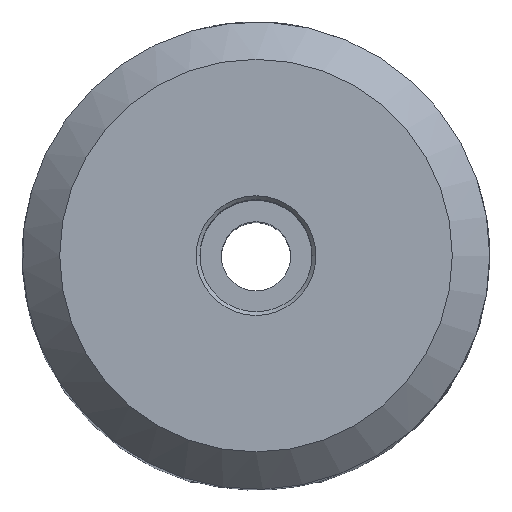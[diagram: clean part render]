
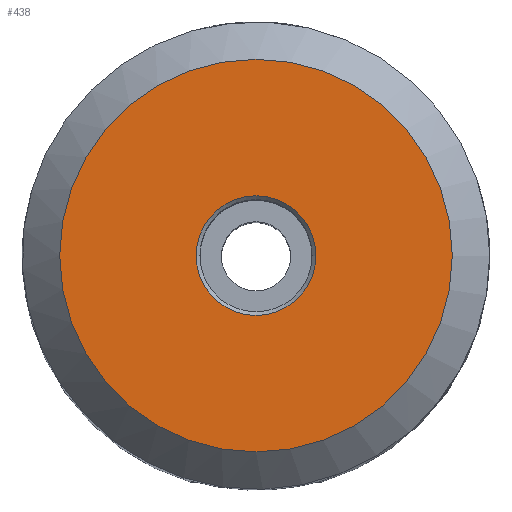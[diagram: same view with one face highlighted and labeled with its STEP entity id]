
A CAD part, top view. The second image highlights one B-rep face of the part: STEP entity #438.
In plain terms, the highlighted planar face has unit normal (0, 0, 1).
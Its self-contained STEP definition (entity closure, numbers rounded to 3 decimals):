
#83 = FACE_BOUND ( 'NONE', #579, .T. ) ;
#217 = CIRCLE ( 'NONE', #646, 3.2 ) ;
#340 = DIRECTION ( 'NONE',  ( 0., 0., 1. ) ) ;
#354 = ORIENTED_EDGE ( 'NONE', *, *, #532, .T. ) ;
#426 = VERTEX_POINT ( 'NONE', #766 ) ;
#429 = FACE_OUTER_BOUND ( 'NONE', #557, .T. ) ;
#438 = ADVANCED_FACE ( 'NONE', ( #83, #429 ), #771, .T. ) ;
#465 = CARTESIAN_POINT ( 'NONE',  ( 0., 0., 65. ) ) ;
#502 = CARTESIAN_POINT ( 'NONE',  ( 3.2, 0., 65. ) ) ;
#532 = EDGE_CURVE ( 'NONE', #855, #855, #217, .T. ) ;
#543 = AXIS2_PLACEMENT_3D ( 'NONE', #465, #1054, #978 ) ;
#545 = DIRECTION ( 'NONE',  ( 1., 0., 0. ) ) ;
#557 = EDGE_LOOP ( 'NONE', ( #854 ) ) ;
#579 = EDGE_LOOP ( 'NONE', ( #354 ) ) ;
#626 = DIRECTION ( 'NONE',  ( 1., 0., 0. ) ) ;
#638 = DIRECTION ( 'NONE',  ( 0., 0., -1. ) ) ;
#646 = AXIS2_PLACEMENT_3D ( 'NONE', #990, #638, #545 ) ;
#766 = CARTESIAN_POINT ( 'NONE',  ( 10.5, 0., 65. ) ) ;
#771 = PLANE ( 'NONE',  #829 ) ;
#829 = AXIS2_PLACEMENT_3D ( 'NONE', #1124, #340, #626 ) ;
#854 = ORIENTED_EDGE ( 'NONE', *, *, #975, .T. ) ;
#855 = VERTEX_POINT ( 'NONE', #502 ) ;
#975 = EDGE_CURVE ( 'NONE', #426, #426, #1018, .T. ) ;
#978 = DIRECTION ( 'NONE',  ( 1., 0., 0. ) ) ;
#990 = CARTESIAN_POINT ( 'NONE',  ( 0., 0., 65. ) ) ;
#1018 = CIRCLE ( 'NONE', #543, 10.5 ) ;
#1054 = DIRECTION ( 'NONE',  ( 0., 0., 1. ) ) ;
#1124 = CARTESIAN_POINT ( 'NONE',  ( 0., 0., 65. ) ) ;
